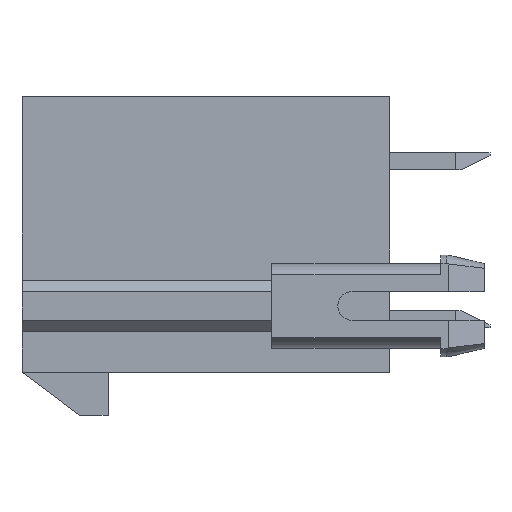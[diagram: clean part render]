
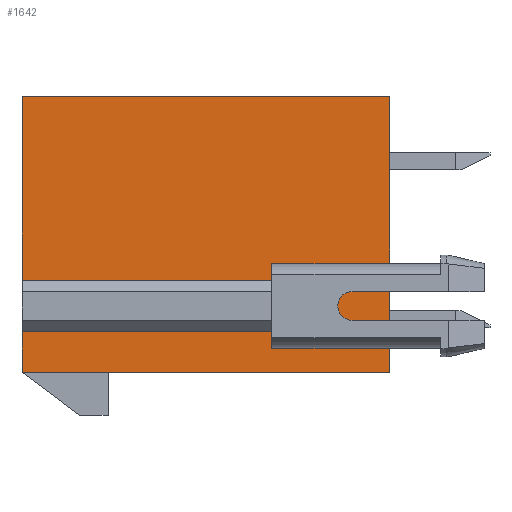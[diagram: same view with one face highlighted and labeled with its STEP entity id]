
A CAD part, left-side view. The second image highlights one B-rep face of the part: STEP entity #1642.
In plain terms, the highlighted planar face has unit normal (-1, 0, 0).
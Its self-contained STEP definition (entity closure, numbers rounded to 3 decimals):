
#1=DIRECTION('',(0.,-1.,0.));
#2=VECTOR('',#1,8.7);
#3=CARTESIAN_POINT('',(-2.7,12.8,-1.59));
#4=LINE('',#3,#2);
#5=DIRECTION('',(0.,0.,1.));
#6=VECTOR('',#5,6.39);
#7=CARTESIAN_POINT('',(-2.7,12.8,-1.59));
#8=LINE('',#7,#6);
#9=DIRECTION('',(0.,-1.,0.));
#10=VECTOR('',#9,12.8);
#11=CARTESIAN_POINT('',(-2.7,12.8,4.8));
#12=LINE('',#11,#10);
#13=DIRECTION('',(0.,0.,-1.));
#14=VECTOR('',#13,9.6);
#15=CARTESIAN_POINT('',(-2.7,0.,4.8));
#16=LINE('',#15,#14);
#17=DIRECTION('',(0.,1.,0.));
#18=VECTOR('',#17,12.8);
#19=CARTESIAN_POINT('',(-2.7,0.,-4.8));
#20=LINE('',#19,#18);
#21=DIRECTION('',(0.,0.,1.));
#22=VECTOR('',#21,1.41);
#23=CARTESIAN_POINT('',(-2.7,12.8,-4.8));
#24=LINE('',#23,#22);
#25=DIRECTION('',(0.,-1.,0.));
#26=VECTOR('',#25,8.7);
#27=CARTESIAN_POINT('',(-2.7,12.8,-3.39));
#28=LINE('',#27,#26);
#29=DIRECTION('',(0.,0.,1.));
#30=VECTOR('',#29,0.35);
#31=CARTESIAN_POINT('',(-2.7,4.1,-3.74));
#32=LINE('',#31,#30);
#33=DIRECTION('',(0.,-1.,0.));
#34=VECTOR('',#33,2.3);
#35=CARTESIAN_POINT('',(-2.7,4.1,-3.74));
#36=LINE('',#35,#34);
#37=DIRECTION('',(0.,-1.,0.));
#38=VECTOR('',#37,2.3);
#39=CARTESIAN_POINT('',(-2.7,4.1,-1.24));
#40=LINE('',#39,#38);
#41=DIRECTION('',(0.,0.,1.));
#42=VECTOR('',#41,0.35);
#43=CARTESIAN_POINT('',(-2.7,4.1,-1.59));
#44=LINE('',#43,#42);
#420=DIRECTION('',(0.,0.,1.));
#421=VECTOR('',#420,2.5);
#422=CARTESIAN_POINT('',(-2.7,1.8,-3.74));
#423=LINE('',#422,#421);
#1243=CARTESIAN_POINT('',(-2.7,0.,-4.8));
#1244=CARTESIAN_POINT('',(-2.7,12.8,-4.8));
#1245=VERTEX_POINT('',#1243);
#1246=VERTEX_POINT('',#1244);
#1247=CARTESIAN_POINT('',(-2.7,12.8,4.8));
#1248=CARTESIAN_POINT('',(-2.7,0.,4.8));
#1249=VERTEX_POINT('',#1247);
#1250=VERTEX_POINT('',#1248);
#1407=CARTESIAN_POINT('',(-2.7,4.1,-1.24));
#1408=VERTEX_POINT('',#1407);
#1409=CARTESIAN_POINT('',(-2.7,4.1,-3.74));
#1410=VERTEX_POINT('',#1409);
#1420=CARTESIAN_POINT('',(-2.7,1.8,-1.24));
#1422=VERTEX_POINT('',#1420);
#1423=CARTESIAN_POINT('',(-2.7,1.8,-3.74));
#1425=VERTEX_POINT('',#1423);
#1555=CARTESIAN_POINT('',(-2.7,12.8,-1.59));
#1556=CARTESIAN_POINT('',(-2.7,4.1,-1.59));
#1557=VERTEX_POINT('',#1555);
#1558=VERTEX_POINT('',#1556);
#1559=CARTESIAN_POINT('',(-2.7,12.8,-3.39));
#1560=CARTESIAN_POINT('',(-2.7,4.1,-3.39));
#1561=VERTEX_POINT('',#1559);
#1562=VERTEX_POINT('',#1560);
#1611=CARTESIAN_POINT('',(-2.7,0.,0.));
#1612=DIRECTION('',(1.,0.,0.));
#1613=DIRECTION('',(0.,0.,-1.));
#1614=AXIS2_PLACEMENT_3D('',#1611,#1612,#1613);
#1615=PLANE('',#1614);
#1617=ORIENTED_EDGE('',*,*,#1616,.F.);
#1619=ORIENTED_EDGE('',*,*,#1618,.T.);
#1621=ORIENTED_EDGE('',*,*,#1620,.T.);
#1623=ORIENTED_EDGE('',*,*,#1622,.T.);
#1625=ORIENTED_EDGE('',*,*,#1624,.T.);
#1627=ORIENTED_EDGE('',*,*,#1626,.T.);
#1629=ORIENTED_EDGE('',*,*,#1628,.T.);
#1631=ORIENTED_EDGE('',*,*,#1630,.F.);
#1633=ORIENTED_EDGE('',*,*,#1632,.T.);
#1635=ORIENTED_EDGE('',*,*,#1634,.T.);
#1637=ORIENTED_EDGE('',*,*,#1636,.F.);
#1639=ORIENTED_EDGE('',*,*,#1638,.F.);
#1640=EDGE_LOOP('',(#1617,#1619,#1621,#1623,#1625,#1627,#1629,#1631,#1633,#1635,
#1637,#1639));
#1641=FACE_OUTER_BOUND('',#1640,.F.);
#1642=ADVANCED_FACE('',(#1641),#1615,.F.);
#1616=EDGE_CURVE('',#1557,#1558,#4,.T.);
#1618=EDGE_CURVE('',#1557,#1249,#8,.T.);
#1620=EDGE_CURVE('',#1249,#1250,#12,.T.);
#1622=EDGE_CURVE('',#1250,#1245,#16,.T.);
#1624=EDGE_CURVE('',#1245,#1246,#20,.T.);
#1626=EDGE_CURVE('',#1246,#1561,#24,.T.);
#1628=EDGE_CURVE('',#1561,#1562,#28,.T.);
#1630=EDGE_CURVE('',#1410,#1562,#32,.T.);
#1632=EDGE_CURVE('',#1410,#1425,#36,.T.);
#1634=EDGE_CURVE('',#1425,#1422,#423,.T.);
#1636=EDGE_CURVE('',#1408,#1422,#40,.T.);
#1638=EDGE_CURVE('',#1558,#1408,#44,.T.);
